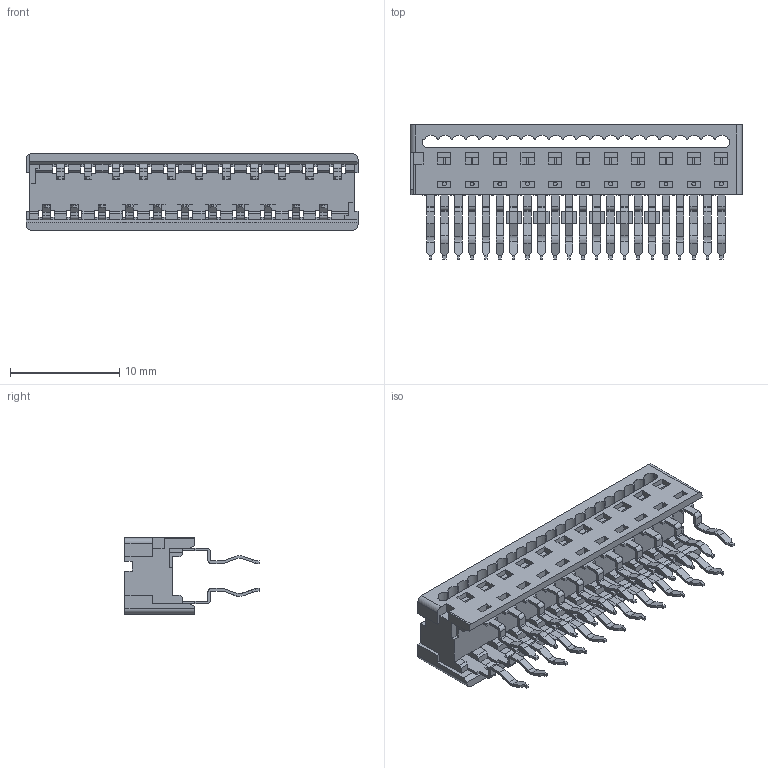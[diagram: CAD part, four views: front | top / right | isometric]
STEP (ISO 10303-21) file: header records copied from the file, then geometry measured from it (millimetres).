
FILE_DESCRIPTION((''),'2;1');
FILE_NAME('915771322','2008-03-17T',('PNB'),(''),'PRO/ENGINEER BY PARAMETRIC TECHNOLOGY CORPORATION, 2003451','PRO/ENGINEER BY PARAMETRIC TECHNOLOGY CORPORATION, 2003451','');
FILE_SCHEMA(('CONFIG_CONTROL_DESIGN'));
Length unit declared in the file: millimetre
Products named in the file (1): 915771322
Bounding box: 30.45 x 12.3 x 7 mm (x, y, z)
Volume: 760.7 mm3; surface area: 2179.5 mm2
Topology: 1 solids, 1 shells, 1520 faces, 4392 edges, 2906 vertices
Faces by surface type: plane 1248, cylinder 272
Entity records: 49375 total; most frequent: CARTESIAN_POINT 8731, ORIENTED_EDGE 8652, DIRECTION 8080, EDGE_CURVE 4326, VECTOR 3746, LINE 3746, VERTEX_POINT 2818, AXIS2_PLACEMENT_3D 2167
